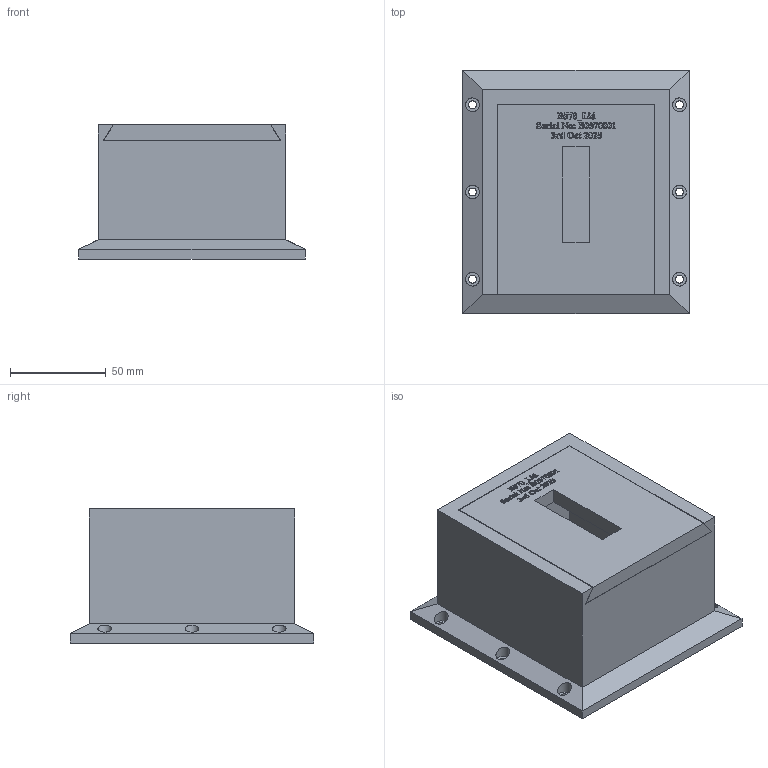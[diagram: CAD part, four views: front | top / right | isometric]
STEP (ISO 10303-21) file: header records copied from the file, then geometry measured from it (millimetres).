
FILE_DESCRIPTION(/* description */ (''),/* implementation_level */ '2;1');
FILE_NAME(/* name */ 'Boxcover_and_Lid_570.stp',/* time_stamp */ '2025-10-03T16:52:07-04:00',/* author */ ('sadi.canturk'),/* organization */ (''),/* preprocessor_version */ 'ST-DEVELOPER v20.1',/* originating_system */ 'Autodesk Inventor 2026',/* authorisation */ '');
FILE_SCHEMA (('AUTOMOTIVE_DESIGN { 1 0 10303 214 3 1 1 }'));
Length unit declared in the file: millimetre
Products named in the file (1): Boxcover_sadi
Bounding box: 118 x 127 x 70 mm (x, y, z)
Volume: 370735.8 mm3; surface area: 101285.1 mm2
Topology: 2 solids, 2 shells, 1292 faces, 3511 edges, 2338 vertices
Faces by surface type: bspline 754, plane 526, cylinder 12
Full cylindrical faces by diameter (mm): 4.1 x6, 7.2 x6
Entity records: 45775 total; most frequent: CARTESIAN_POINT 18270, ORIENTED_EDGE 7022, EDGE_CURVE 3511, DIRECTION 3105, VERTEX_POINT 2338, LINE 1979, VECTOR 1979, B_SPLINE_CURVE_WITH_KNOTS 1508
